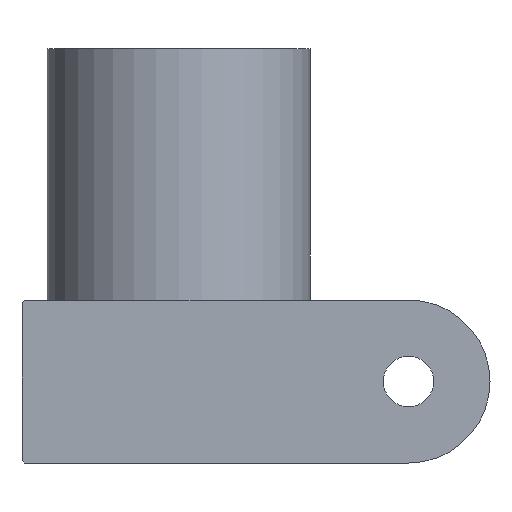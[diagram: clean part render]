
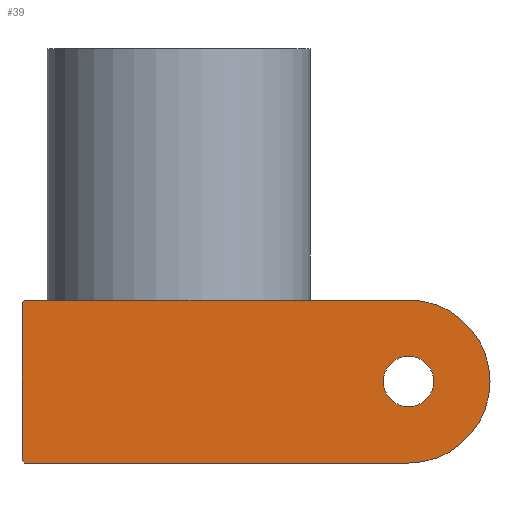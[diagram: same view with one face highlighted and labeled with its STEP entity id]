
A CAD part, front view. The second image highlights one B-rep face of the part: STEP entity #39.
In plain terms, the highlighted planar face has unit normal (0, -1, 0).
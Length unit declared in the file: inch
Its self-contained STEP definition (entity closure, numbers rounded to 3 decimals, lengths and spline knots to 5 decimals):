
#9 = EDGE_CURVE ( 'NONE', #327, #116, #824, .T. ) ;
#39 = ADVANCED_FACE ( 'NONE', ( #904, #903 ), #943, .F. ) ;
#40 = EDGE_LOOP ( 'NONE', ( #378, #379 ) ) ;
#43 = EDGE_CURVE ( 'NONE', #55, #54, #938, .T. ) ;
#53 = EDGE_CURVE ( 'NONE', #54, #55, #952, .T. ) ;
#54 = VERTEX_POINT ( 'NONE', #948 ) ;
#55 = VERTEX_POINT ( 'NONE', #995 ) ;
#109 = VERTEX_POINT ( 'NONE', #1151 ) ;
#116 = VERTEX_POINT ( 'NONE', #1139 ) ;
#118 = EDGE_CURVE ( 'NONE', #109, #116, #1137, .T. ) ;
#179 = VERTEX_POINT ( 'NONE', #1399 ) ;
#181 = EDGE_CURVE ( 'NONE', #182, #179, #1398, .T. ) ;
#182 = VERTEX_POINT ( 'NONE', #1447 ) ;
#232 = EDGE_CURVE ( 'NONE', #179, #309, #1579, .T. ) ;
#272 = EDGE_CURVE ( 'NONE', #309, #109, #1750, .T. ) ;
#309 = VERTEX_POINT ( 'NONE', #1856 ) ;
#327 = VERTEX_POINT ( 'NONE', #1889 ) ;
#378 = ORIENTED_EDGE ( 'NONE', *, *, #53, .F. ) ;
#379 = ORIENTED_EDGE ( 'NONE', *, *, #43, .F. ) ;
#380 = EDGE_LOOP ( 'NONE', ( #381, #382, #383, #384, #385, #386 ) ) ;
#381 = ORIENTED_EDGE ( 'NONE', *, *, #181, .T. ) ;
#382 = ORIENTED_EDGE ( 'NONE', *, *, #232, .T. ) ;
#383 = ORIENTED_EDGE ( 'NONE', *, *, #272, .T. ) ;
#384 = ORIENTED_EDGE ( 'NONE', *, *, #118, .T. ) ;
#385 = ORIENTED_EDGE ( 'NONE', *, *, #9, .F. ) ;
#386 = ORIENTED_EDGE ( 'NONE', *, *, #387, .T. ) ;
#387 = EDGE_CURVE ( 'NONE', #327, #182, #1988, .T. ) ;
#821 = DIRECTION ( 'NONE',  ( 1., 0., 0. ) ) ;
#822 = VECTOR ( 'NONE', #821, 39.37008 ) ;
#823 = CARTESIAN_POINT ( 'NONE',  ( -0.3, 0., 0.31 ) ) ;
#824 = LINE ( 'NONE', #823, #822 ) ;
#903 = FACE_OUTER_BOUND ( 'NONE', #380, .T. ) ;
#904 = FACE_BOUND ( 'NONE', #40, .T. ) ;
#934 = DIRECTION ( 'NONE',  ( 0., 0., 1. ) ) ;
#935 = DIRECTION ( 'NONE',  ( 0., -1., 0. ) ) ;
#936 = CARTESIAN_POINT ( 'NONE',  ( 0.435, 0., 0.155 ) ) ;
#937 = AXIS2_PLACEMENT_3D ( 'NONE', #936, #935, #934 ) ;
#938 = CIRCLE ( 'NONE', #937, 0.048 ) ;
#939 = DIRECTION ( 'NONE',  ( 0., 0., 1. ) ) ;
#940 = DIRECTION ( 'NONE',  ( 0., 1., 0. ) ) ;
#941 = CARTESIAN_POINT ( 'NONE',  ( -0.3, 0., 0.31 ) ) ;
#942 = AXIS2_PLACEMENT_3D ( 'NONE', #941, #940, #939 ) ;
#943 = PLANE ( 'NONE',  #942 ) ;
#948 = CARTESIAN_POINT ( 'NONE',  ( 0.435, 0., 0.203 ) ) ;
#949 = DIRECTION ( 'NONE',  ( 0., 0., 1. ) ) ;
#950 = DIRECTION ( 'NONE',  ( 0., -1., 0. ) ) ;
#951 = AXIS2_PLACEMENT_3D ( 'NONE', #957, #950, #949 ) ;
#952 = CIRCLE ( 'NONE', #951, 0.048 ) ;
#957 = CARTESIAN_POINT ( 'NONE',  ( 0.435, 0., 0.155 ) ) ;
#995 = CARTESIAN_POINT ( 'NONE',  ( 0.435, 0., 0.107 ) ) ;
#1134 = DIRECTION ( 'NONE',  ( 0., -1., 0. ) ) ;
#1135 = CARTESIAN_POINT ( 'NONE',  ( 0.435, 0., 0.155 ) ) ;
#1136 = AXIS2_PLACEMENT_3D ( 'NONE', #1135, #1134, #1190 ) ;
#1137 = CIRCLE ( 'NONE', #1136, 0.155 ) ;
#1139 = CARTESIAN_POINT ( 'NONE',  ( 0.435, 0., 0.31 ) ) ;
#1151 = CARTESIAN_POINT ( 'NONE',  ( 0.435, 0., 0. ) ) ;
#1190 = DIRECTION ( 'NONE',  ( 0., 0., 1. ) ) ;
#1398 = LINE ( 'NONE', #1450, #1449 ) ;
#1399 = CARTESIAN_POINT ( 'NONE',  ( -0.3, 0., 0.005 ) ) ;
#1447 = CARTESIAN_POINT ( 'NONE',  ( -0.3, 0., 0.305 ) ) ;
#1448 = DIRECTION ( 'NONE',  ( 0., 0., -1. ) ) ;
#1449 = VECTOR ( 'NONE', #1448, 39.37008 ) ;
#1450 = CARTESIAN_POINT ( 'NONE',  ( -0.3, 0., 0.31 ) ) ;
#1575 = DIRECTION ( 'NONE',  ( 0.707, 0., -0.707 ) ) ;
#1576 = VECTOR ( 'NONE', #1575, 39.37008 ) ;
#1577 = CARTESIAN_POINT ( 'NONE',  ( -0.3, 0., 0.005 ) ) ;
#1579 = LINE ( 'NONE', #1577, #1576 ) ;
#1747 = DIRECTION ( 'NONE',  ( 1., 0., 0. ) ) ;
#1748 = VECTOR ( 'NONE', #1747, 39.37008 ) ;
#1749 = CARTESIAN_POINT ( 'NONE',  ( -0.3, 0., 0. ) ) ;
#1750 = LINE ( 'NONE', #1749, #1748 ) ;
#1856 = CARTESIAN_POINT ( 'NONE',  ( -0.295, 0., 0. ) ) ;
#1889 = CARTESIAN_POINT ( 'NONE',  ( -0.295, 0., 0.31 ) ) ;
#1987 = CARTESIAN_POINT ( 'NONE',  ( -0.295, 0., 0.31 ) ) ;
#1988 = LINE ( 'NONE', #1987, #2039 ) ;
#2038 = DIRECTION ( 'NONE',  ( -0.707, 0., -0.707 ) ) ;
#2039 = VECTOR ( 'NONE', #2038, 39.37008 ) ;
